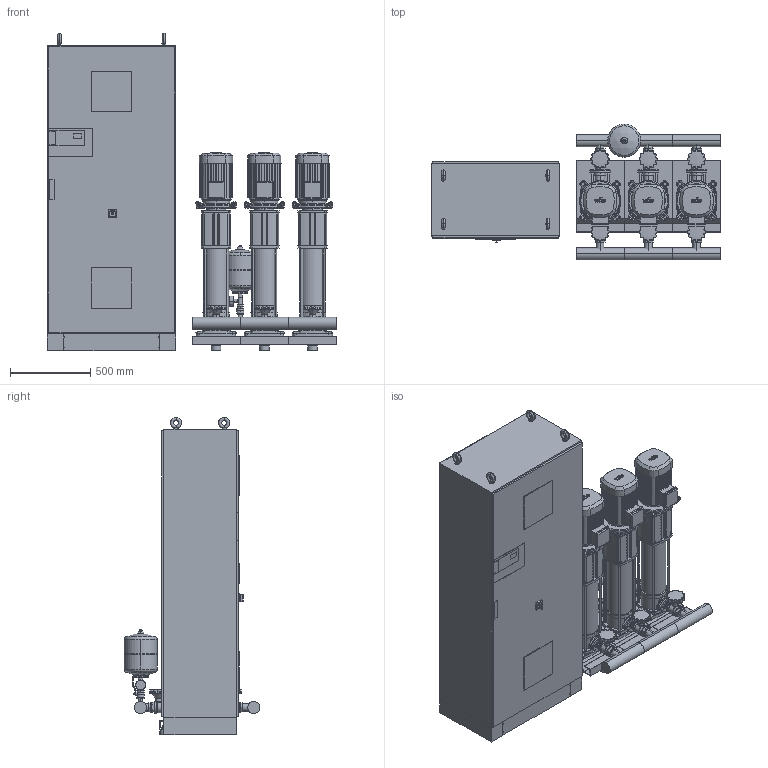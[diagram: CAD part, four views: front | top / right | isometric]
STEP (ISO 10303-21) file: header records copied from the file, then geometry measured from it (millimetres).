
FILE_DESCRIPTION((''),'2;1');
FILE_NAME('3d_SiBoostSmartFC3HELIXV1012-2536137.stp','2016-01-25T11:18:28',(''),(''),'Mechanical Desktop 2009','Mechanical Desktop 2009',', , ');
FILE_SCHEMA(('CONFIG_CONTROL_DESIGN'));
Length unit declared in the file: millimetre
Products named in the file (1): Product
Bounding box: 1800 x 845.05 x 1975 mm (x, y, z)
Volume: 827970528.2 mm3; surface area: 14751868.9 mm2
Topology: 164 solids, 164 shells, 5284 faces, 13774 edges, 9016 vertices
Faces by surface type: plane 2206, bspline 1422, cylinder 1294, cone 228, torus 110, sphere 24
Entity records: 173399 total; most frequent: CARTESIAN_POINT 44173, ORIENTED_EDGE 27516, DIRECTION 25104, EDGE_CURVE 13758, VERTEX_POINT 9008, VECTOR 8778, LINE 8778, AXIS2_PLACEMENT_3D 8163
